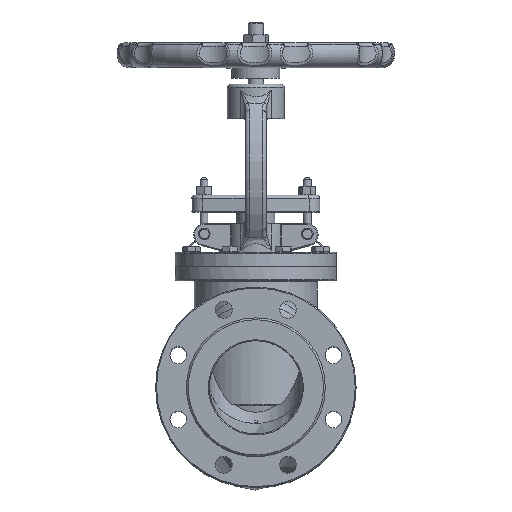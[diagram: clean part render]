
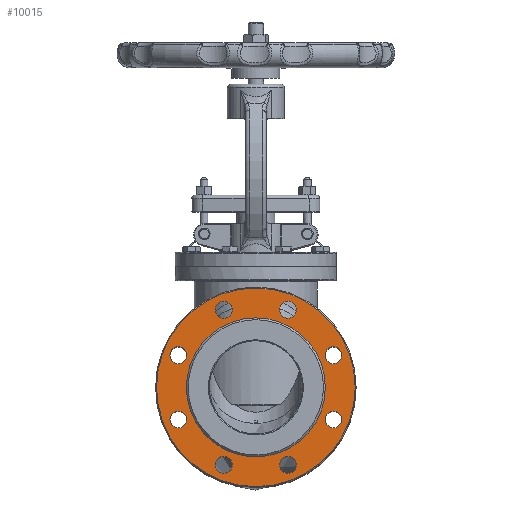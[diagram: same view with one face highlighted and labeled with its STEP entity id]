
A CAD part, top view. The second image highlights one B-rep face of the part: STEP entity #10015.
In plain terms, the highlighted planar face has unit normal (0, 0, 1).
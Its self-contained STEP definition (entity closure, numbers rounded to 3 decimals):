
#366=PLANE('',#10912);
#656=FACE_BOUND('',#1597,.T.);
#657=FACE_BOUND('',#1598,.T.);
#658=FACE_BOUND('',#1599,.T.);
#659=FACE_BOUND('',#1600,.T.);
#660=FACE_BOUND('',#1601,.T.);
#661=FACE_BOUND('',#1602,.T.);
#662=FACE_BOUND('',#1603,.T.);
#663=FACE_BOUND('',#1604,.T.);
#664=FACE_BOUND('',#1605,.T.);
#911=FACE_OUTER_BOUND('',#1596,.T.);
#1596=EDGE_LOOP('',(#7108));
#1597=EDGE_LOOP('',(#7109));
#1598=EDGE_LOOP('',(#7110));
#1599=EDGE_LOOP('',(#7111));
#1600=EDGE_LOOP('',(#7112));
#1601=EDGE_LOOP('',(#7113));
#1602=EDGE_LOOP('',(#7114));
#1603=EDGE_LOOP('',(#7115));
#1604=EDGE_LOOP('',(#7116));
#1605=EDGE_LOOP('',(#7117));
#3357=CIRCLE('',#10911,106.5);
#3358=CIRCLE('',#10913,74.5);
#3359=CIRCLE('',#10914,9.);
#3360=CIRCLE('',#10915,9.);
#3361=CIRCLE('',#10916,9.);
#3362=CIRCLE('',#10917,9.);
#3363=CIRCLE('',#10918,9.);
#3364=CIRCLE('',#10919,9.);
#3365=CIRCLE('',#10920,9.);
#3366=CIRCLE('',#10921,9.);
#4167=VERTEX_POINT('',#19533);
#4168=VERTEX_POINT('',#19537);
#4169=VERTEX_POINT('',#19539);
#4170=VERTEX_POINT('',#19541);
#4171=VERTEX_POINT('',#19543);
#4172=VERTEX_POINT('',#19545);
#4173=VERTEX_POINT('',#19547);
#4174=VERTEX_POINT('',#19549);
#4175=VERTEX_POINT('',#19551);
#4176=VERTEX_POINT('',#19553);
#5208=EDGE_CURVE('',#4167,#4167,#3357,.T.);
#5210=EDGE_CURVE('',#4168,#4168,#3358,.T.);
#5211=EDGE_CURVE('',#4169,#4169,#3359,.T.);
#5212=EDGE_CURVE('',#4170,#4170,#3360,.T.);
#5213=EDGE_CURVE('',#4171,#4171,#3361,.T.);
#5214=EDGE_CURVE('',#4172,#4172,#3362,.T.);
#5215=EDGE_CURVE('',#4173,#4173,#3363,.T.);
#5216=EDGE_CURVE('',#4174,#4174,#3364,.T.);
#5217=EDGE_CURVE('',#4175,#4175,#3365,.T.);
#5218=EDGE_CURVE('',#4176,#4176,#3366,.T.);
#7108=ORIENTED_EDGE('',*,*,#5208,.F.);
#7109=ORIENTED_EDGE('',*,*,#5210,.F.);
#7110=ORIENTED_EDGE('',*,*,#5211,.T.);
#7111=ORIENTED_EDGE('',*,*,#5212,.T.);
#7112=ORIENTED_EDGE('',*,*,#5213,.T.);
#7113=ORIENTED_EDGE('',*,*,#5214,.T.);
#7114=ORIENTED_EDGE('',*,*,#5215,.T.);
#7115=ORIENTED_EDGE('',*,*,#5216,.T.);
#7116=ORIENTED_EDGE('',*,*,#5217,.T.);
#7117=ORIENTED_EDGE('',*,*,#5218,.T.);
#10015=ADVANCED_FACE('',(#911,#656,#657,#658,#659,#660,#661,#662,#663,#664),
#366,.T.);
#10911=AXIS2_PLACEMENT_3D('',#19534,#12550,#12551);
#10912=AXIS2_PLACEMENT_3D('',#19536,#12553,#12554);
#10913=AXIS2_PLACEMENT_3D('',#19538,#12555,#12556);
#10914=AXIS2_PLACEMENT_3D('',#19540,#12557,#12558);
#10915=AXIS2_PLACEMENT_3D('',#19542,#12559,#12560);
#10916=AXIS2_PLACEMENT_3D('',#19544,#12561,#12562);
#10917=AXIS2_PLACEMENT_3D('',#19546,#12563,#12564);
#10918=AXIS2_PLACEMENT_3D('',#19548,#12565,#12566);
#10919=AXIS2_PLACEMENT_3D('',#19550,#12567,#12568);
#10920=AXIS2_PLACEMENT_3D('',#19552,#12569,#12570);
#10921=AXIS2_PLACEMENT_3D('',#19554,#12571,#12572);
#12550=DIRECTION('center_axis',(0.,0.,-1.));
#12551=DIRECTION('ref_axis',(-1.,0.,0.));
#12553=DIRECTION('center_axis',(0.,0.,1.));
#12554=DIRECTION('ref_axis',(1.,0.,0.));
#12555=DIRECTION('center_axis',(0.,0.,1.));
#12556=DIRECTION('ref_axis',(-1.,0.,0.));
#12557=DIRECTION('center_axis',(0.,0.,-1.));
#12558=DIRECTION('ref_axis',(-1.,0.,0.));
#12559=DIRECTION('center_axis',(0.,0.,-1.));
#12560=DIRECTION('ref_axis',(-1.,0.,0.));
#12561=DIRECTION('center_axis',(0.,0.,-1.));
#12562=DIRECTION('ref_axis',(-1.,0.,0.));
#12563=DIRECTION('center_axis',(0.,0.,-1.));
#12564=DIRECTION('ref_axis',(-1.,0.,0.));
#12565=DIRECTION('center_axis',(0.,0.,-1.));
#12566=DIRECTION('ref_axis',(-1.,0.,0.));
#12567=DIRECTION('center_axis',(0.,0.,-1.));
#12568=DIRECTION('ref_axis',(-1.,0.,0.));
#12569=DIRECTION('center_axis',(0.,0.,-1.));
#12570=DIRECTION('ref_axis',(-1.,0.,0.));
#12571=DIRECTION('center_axis',(0.,0.,-1.));
#12572=DIRECTION('ref_axis',(-1.,0.,0.));
#19533=CARTESIAN_POINT('',(106.5,0.,21.5));
#19534=CARTESIAN_POINT('Origin',(0.,0.,21.5));
#19536=CARTESIAN_POINT('Origin',(0.,0.,21.5));
#19537=CARTESIAN_POINT('',(74.5,0.,21.5));
#19538=CARTESIAN_POINT('Origin',(0.,0.,21.5));
#19539=CARTESIAN_POINT('',(92.149,-34.442,21.5));
#19540=CARTESIAN_POINT('Origin',(83.149,-34.442,21.5));
#19541=CARTESIAN_POINT('',(92.149,34.442,21.5));
#19542=CARTESIAN_POINT('Origin',(83.149,34.442,21.5));
#19543=CARTESIAN_POINT('',(43.442,83.149,21.5));
#19544=CARTESIAN_POINT('Origin',(34.442,83.149,21.5));
#19545=CARTESIAN_POINT('',(-25.442,83.149,21.5));
#19546=CARTESIAN_POINT('Origin',(-34.442,83.149,21.5));
#19547=CARTESIAN_POINT('',(-74.149,34.442,21.5));
#19548=CARTESIAN_POINT('Origin',(-83.149,34.442,21.5));
#19549=CARTESIAN_POINT('',(-74.149,-34.442,21.5));
#19550=CARTESIAN_POINT('Origin',(-83.149,-34.442,21.5));
#19551=CARTESIAN_POINT('',(-25.442,-83.149,21.5));
#19552=CARTESIAN_POINT('Origin',(-34.442,-83.149,21.5));
#19553=CARTESIAN_POINT('',(43.442,-83.149,21.5));
#19554=CARTESIAN_POINT('Origin',(34.442,-83.149,21.5));
